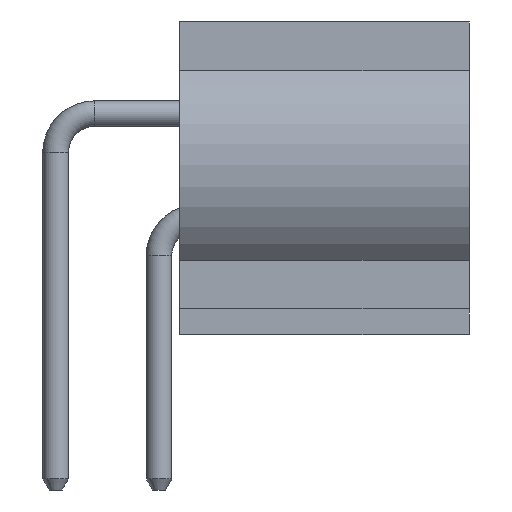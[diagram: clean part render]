
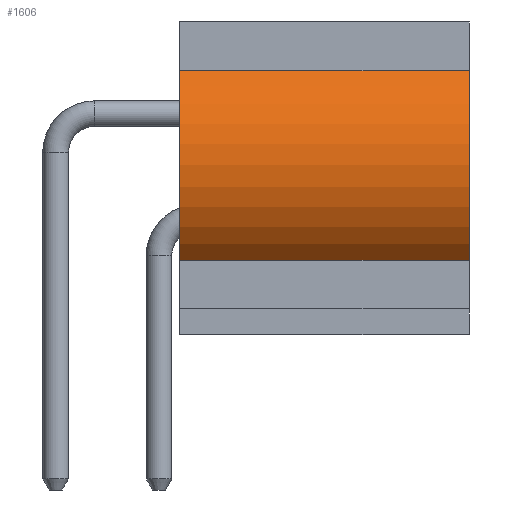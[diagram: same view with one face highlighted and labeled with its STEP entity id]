
A CAD part, left-side view. The second image highlights one B-rep face of the part: STEP entity #1606.
In plain terms, the highlighted cylindrical face has radius 2.5 mm (diameter 5 mm), a partial arc.
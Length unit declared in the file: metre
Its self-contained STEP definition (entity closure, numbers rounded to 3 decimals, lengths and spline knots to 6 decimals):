
#1116 = EDGE_CURVE( '', #3116, #3117, #3118, .T. );
#1606 = ADVANCED_FACE( '', ( #3918 ), #3919, .T. );
#1728 = EDGE_CURVE( '', #4102, #4052, #4103, .T. );
#2252 = EDGE_CURVE( '', #4052, #3117, #4816, .T. );
#2692 = EDGE_CURVE( '', #4102, #3116, #5378, .T. );
#3116 = VERTEX_POINT( '', #5938 );
#3117 = VERTEX_POINT( '', #5939 );
#3118 = LINE( '', #5940, #5941 );
#3918 = FACE_OUTER_BOUND( '', #7321, .T. );
#3919 = CYLINDRICAL_SURFACE( '', #7322, 0.0025 );
#4052 = VERTEX_POINT( '', #7563 );
#4102 = VERTEX_POINT( '', #7622 );
#4103 = LINE( '', #7623, #7624 );
#4816 = CIRCLE( '', #8957, 0.0025 );
#5378 = CIRCLE( '', #10080, 0.0025 );
#5938 = CARTESIAN_POINT( '', ( -0.009189, -0.002795, 0.00516 ) );
#5939 = CARTESIAN_POINT( '', ( -0.009189, 0.002805, 0.00516 ) );
#5940 = CARTESIAN_POINT( '', ( -0.009189, -0.002795, 0.00516 ) );
#5941 = VECTOR( '', #10580, 1. );
#7321 = EDGE_LOOP( '', ( #11572, #11573, #11574, #11575 ) );
#7322 = AXIS2_PLACEMENT_3D( '', #11576, #11577, #11578 );
#7563 = CARTESIAN_POINT( '', ( -0.009189, 0.002805, 0.001494 ) );
#7622 = CARTESIAN_POINT( '', ( -0.009189, -0.002795, 0.001494 ) );
#7623 = CARTESIAN_POINT( '', ( -0.009189, -0.002795, 0.001494 ) );
#7624 = VECTOR( '', #11821, 1. );
#8957 = AXIS2_PLACEMENT_3D( '', #12710, #12711, #12712 );
#10080 = AXIS2_PLACEMENT_3D( '', #13458, #13459, #13460 );
#10580 = DIRECTION( '', ( 0., 1., 0. ) );
#11572 = ORIENTED_EDGE( '', *, *, #1116, .T. );
#11573 = ORIENTED_EDGE( '', *, *, #2252, .F. );
#11574 = ORIENTED_EDGE( '', *, *, #1728, .F. );
#11575 = ORIENTED_EDGE( '', *, *, #2692, .T. );
#11576 = CARTESIAN_POINT( '', ( -0.007489, -0.002795, 0.003327 ) );
#11577 = DIRECTION( '', ( 0., -1., 0. ) );
#11578 = DIRECTION( '', ( 1., 0., 0. ) );
#11821 = DIRECTION( '', ( 0., 1., 0. ) );
#12710 = CARTESIAN_POINT( '', ( -0.007489, 0.002805, 0.003327 ) );
#12711 = DIRECTION( '', ( 0., 1., 0. ) );
#12712 = DIRECTION( '', ( -0.68, 0., -0.733 ) );
#13458 = CARTESIAN_POINT( '', ( -0.007489, -0.002795, 0.003327 ) );
#13459 = DIRECTION( '', ( 0., 1., 0. ) );
#13460 = DIRECTION( '', ( -0.68, 0., -0.733 ) );
